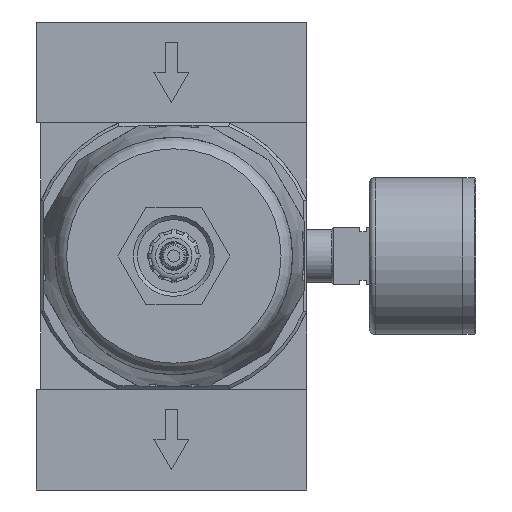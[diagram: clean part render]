
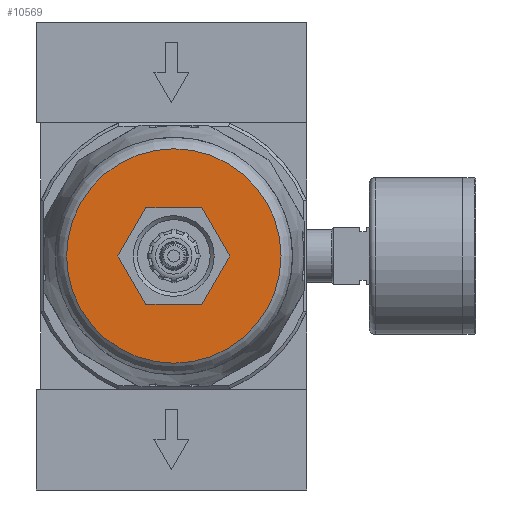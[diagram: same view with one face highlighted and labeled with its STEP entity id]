
A CAD part, front view. The second image highlights one B-rep face of the part: STEP entity #10569.
In plain terms, the highlighted planar face has unit normal (0, -1, 0).
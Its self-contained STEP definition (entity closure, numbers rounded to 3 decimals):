
#755=CIRCLE('',#11294,26.576);
#2403=ORIENTED_EDGE('',*,*,#3866,.T.);
#2404=ORIENTED_EDGE('',*,*,#4015,.T.);
#2405=ORIENTED_EDGE('',*,*,#4030,.T.);
#2406=ORIENTED_EDGE('',*,*,#4027,.T.);
#2407=ORIENTED_EDGE('',*,*,#4024,.T.);
#2408=ORIENTED_EDGE('',*,*,#4021,.T.);
#2409=ORIENTED_EDGE('',*,*,#4018,.T.);
#3866=EDGE_CURVE('',#4891,#4891,#755,.F.);
#4015=EDGE_CURVE('',#4974,#4973,#5607,.T.);
#4018=EDGE_CURVE('',#4976,#4974,#5610,.T.);
#4021=EDGE_CURVE('',#4978,#4976,#5613,.T.);
#4024=EDGE_CURVE('',#4980,#4978,#5616,.T.);
#4027=EDGE_CURVE('',#4982,#4980,#5619,.T.);
#4030=EDGE_CURVE('',#4973,#4982,#5622,.T.);
#4891=VERTEX_POINT('',#15929);
#4973=VERTEX_POINT('',#16433);
#4974=VERTEX_POINT('',#16435);
#4976=VERTEX_POINT('',#16441);
#4978=VERTEX_POINT('',#16447);
#4980=VERTEX_POINT('',#16453);
#4982=VERTEX_POINT('',#16459);
#5607=LINE('',#16434,#6147);
#5610=LINE('',#16440,#6150);
#5613=LINE('',#16446,#6153);
#5616=LINE('',#16452,#6156);
#5619=LINE('',#16458,#6159);
#5622=LINE('',#16463,#6162);
#6147=VECTOR('',#13216,1000.);
#6150=VECTOR('',#13221,1000.);
#6153=VECTOR('',#13226,1000.);
#6156=VECTOR('',#13231,1000.);
#6159=VECTOR('',#13236,1000.);
#6162=VECTOR('',#13241,1000.);
#6754=EDGE_LOOP('',(#2403));
#6755=EDGE_LOOP('',(#2404,#2405,#2406,#2407,#2408,#2409));
#7478=FACE_BOUND('',#6754,.T.);
#7479=FACE_BOUND('',#6755,.T.);
#8004=PLANE('',#11391);
#10569=ADVANCED_FACE('',(#7478,#7479),#8004,.F.);
#11294=AXIS2_PLACEMENT_3D('',#15928,#12960,#12961);
#11391=AXIS2_PLACEMENT_3D('',#16464,#13242,#13243);
#12960=DIRECTION('',(0.,1.,0.));
#12961=DIRECTION('',(0.,0.,1.));
#13216=DIRECTION('',(0.,0.,1.));
#13221=DIRECTION('',(-0.866,0.,0.5));
#13226=DIRECTION('',(-0.866,0.,-0.5));
#13231=DIRECTION('',(0.,0.,-1.));
#13236=DIRECTION('',(0.866,0.,-0.5));
#13241=DIRECTION('',(0.866,0.,0.5));
#13242=DIRECTION('',(0.,1.,0.));
#13243=DIRECTION('',(0.,0.,1.));
#15928=CARTESIAN_POINT('',(0.,-164.,0.));
#15929=CARTESIAN_POINT('',(0.,-164.,26.576));
#16433=CARTESIAN_POINT('',(-12.,-164.,6.928));
#16434=CARTESIAN_POINT('',(-12.,-164.,-6.928));
#16435=CARTESIAN_POINT('',(-12.,-164.,-6.928));
#16440=CARTESIAN_POINT('',(0.,-164.,-13.856));
#16441=CARTESIAN_POINT('',(0.,-164.,-13.856));
#16446=CARTESIAN_POINT('',(12.,-164.,-6.928));
#16447=CARTESIAN_POINT('',(12.,-164.,-6.928));
#16452=CARTESIAN_POINT('',(12.,-164.,6.928));
#16453=CARTESIAN_POINT('',(12.,-164.,6.928));
#16458=CARTESIAN_POINT('',(0.,-164.,13.856));
#16459=CARTESIAN_POINT('',(0.,-164.,13.856));
#16463=CARTESIAN_POINT('',(-12.,-164.,6.928));
#16464=CARTESIAN_POINT('',(0.,-164.,0.));
